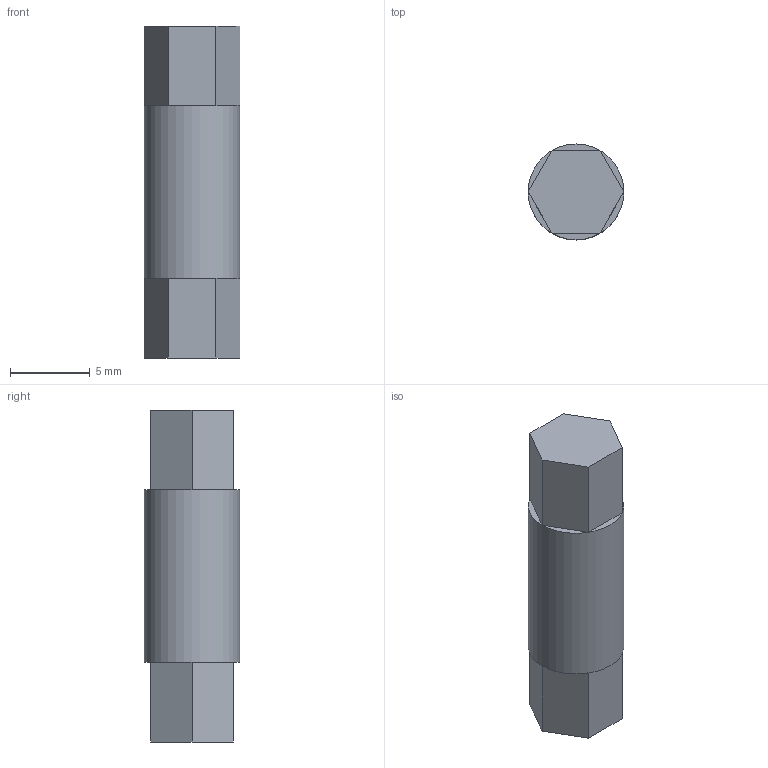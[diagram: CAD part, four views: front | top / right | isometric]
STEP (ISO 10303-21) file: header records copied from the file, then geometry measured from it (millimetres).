
FILE_DESCRIPTION(('FreeCAD Model'),'2;1');
FILE_NAME( 'DriveShaft.step', '2018-12-21T09:47:01',('kicad StepUp'),('ksu MCAD'), 'Open CASCADE STEP processor 7.3','FreeCAD','Unknown');
FILE_SCHEMA(('AUTOMOTIVE_DESIGN { 1 0 10303 214 1 1 1 1 }'));
Length unit declared in the file: millimetre
Products named in the file (1): Body
Bounding box: 6 x 6 x 20.8 mm (x, y, z)
Volume: 539.2 mm3; surface area: 440.1 mm2
Topology: 1 solids, 1 shells, 27 faces, 49 edges, 24 vertices
Faces by surface type: plane 26, cylinder 1
Full cylindrical faces by diameter (mm): 6 x1
Entity records: 648 total; most frequent: DIRECTION 117, CARTESIAN_POINT 101, ORIENTED_EDGE 98, EDGE_CURVE 49, AXIS2_PLACEMENT_3D 40, LINE 37, VECTOR 37, ADVANCED_FACE 27
